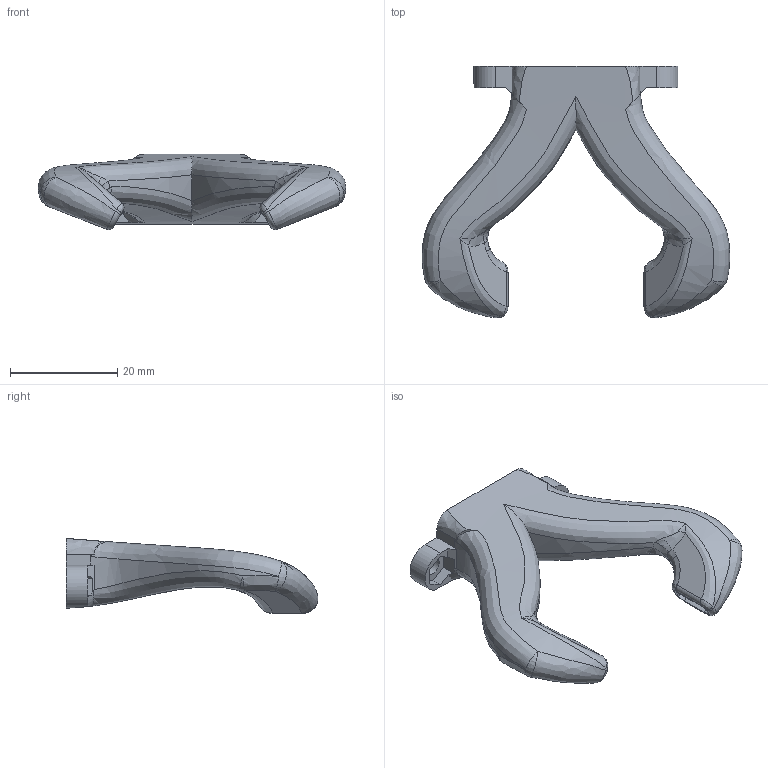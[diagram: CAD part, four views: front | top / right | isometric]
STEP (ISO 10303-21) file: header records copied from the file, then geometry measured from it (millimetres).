
FILE_DESCRIPTION(/* description */ ('STEP AP242','CAx-IF Rec.Pracs.---Representation and Presentation of Product Manufacturing Information (PMI)---4.0---2014-10-13','CAx-IF Rec.Pracs.---3D Tessellated Geometry---0.4---2014-09-14','2;1'),/* implementation_level */ '2;1');
FILE_NAME(/* name */ '636852eea57b0c322c011bfe',/* time_stamp */ '2022-11-07T00:35:59+00:00',/* author */ (''),/* organization */ (''),/* preprocessor_version */ 'ST-DEVELOPER v18.102',/* originating_system */ ' ',/* authorisation */ ' ');
FILE_SCHEMA (('AP242_MANAGED_MODEL_BASED_3D_ENGINEERING_MIM_LF { 1 0 10303 442 1 1 4 }'));
Length unit declared in the file: metre
Products named in the file (1): EVA Duct
Bounding box: 57.3 x 46.9 x 14.01 mm (x, y, z)
Volume: 4106.9 mm3; surface area: 6964.1 mm2
Topology: 1 solids, 1 shells, 145 faces, 380 edges, 224 vertices
Faces by surface type: bspline 94, plane 35, cylinder 8, sphere 8
Full cylindrical faces by diameter (mm): 3.4 x2
Entity records: 11629 total; most frequent: CARTESIAN_POINT 8798, ORIENTED_EDGE 728, EDGE_CURVE 364, DIRECTION 348, VERTEX_POINT 222, B_SPLINE_CURVE_WITH_KNOTS 200, EDGE_LOOP 154, FACE_BOUND 154
